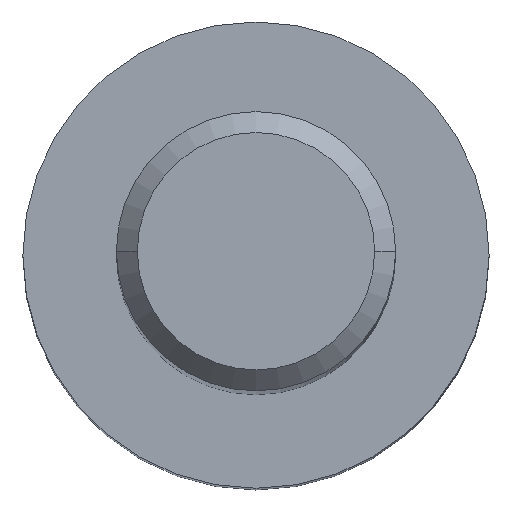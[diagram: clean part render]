
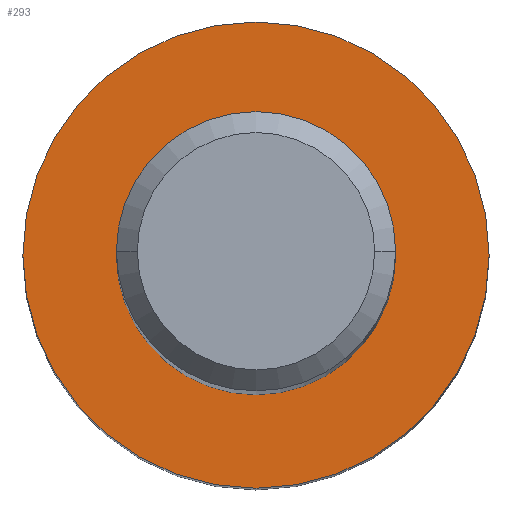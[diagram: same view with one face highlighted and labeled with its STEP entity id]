
A CAD part, top view. The second image highlights one B-rep face of the part: STEP entity #293.
In plain terms, the highlighted planar face has unit normal (0, 0, 1).
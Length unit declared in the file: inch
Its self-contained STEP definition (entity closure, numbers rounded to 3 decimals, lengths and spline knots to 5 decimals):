
#12 = VERTEX_POINT ( 'NONE', #180 ) ;
#24 = AXIS2_PLACEMENT_3D ( 'NONE', #172, #228, #335 ) ;
#39 = CARTESIAN_POINT ( 'NONE',  ( 0., 0., -1. ) ) ;
#52 = DIRECTION ( 'NONE',  ( -1., 0., 0. ) ) ;
#55 = CARTESIAN_POINT ( 'NONE',  ( 0., 0., -1. ) ) ;
#69 = CARTESIAN_POINT ( 'NONE',  ( 0.10435, 0., -1. ) ) ;
#70 = AXIS2_PLACEMENT_3D ( 'NONE', #39, #137, #52 ) ;
#71 = VERTEX_POINT ( 'NONE', #69 ) ;
#73 = FACE_OUTER_BOUND ( 'NONE', #199, .T. ) ;
#85 = DIRECTION ( 'NONE',  ( 0., 0., 1. ) ) ;
#99 = ORIENTED_EDGE ( 'NONE', *, *, #231, .T. ) ;
#109 = DIRECTION ( 'NONE',  ( 1., 0., 0. ) ) ;
#119 = ORIENTED_EDGE ( 'NONE', *, *, #126, .T. ) ;
#126 = EDGE_CURVE ( 'NONE', #12, #71, #226, .T. ) ;
#137 = DIRECTION ( 'NONE',  ( 0., 0., -1. ) ) ;
#172 = CARTESIAN_POINT ( 'NONE',  ( 0., 0., -1. ) ) ;
#180 = CARTESIAN_POINT ( 'NONE',  ( -0.10435, 0., -1. ) ) ;
#199 = EDGE_LOOP ( 'NONE', ( #99, #119 ) ) ;
#226 = CIRCLE ( 'NONE', #24, 0.10435 ) ;
#228 = DIRECTION ( 'NONE',  ( 0., 0., 1. ) ) ;
#231 = EDGE_CURVE ( 'NONE', #71, #12, #281, .T. ) ;
#271 = PLANE ( 'NONE',  #70 ) ;
#281 = CIRCLE ( 'NONE', #316, 0.10435 ) ;
#293 = ADVANCED_FACE ( 'NONE', ( #73 ), #271, .F. ) ;
#316 = AXIS2_PLACEMENT_3D ( 'NONE', #55, #85, #109 ) ;
#335 = DIRECTION ( 'NONE',  ( 1., 0., 0. ) ) ;
